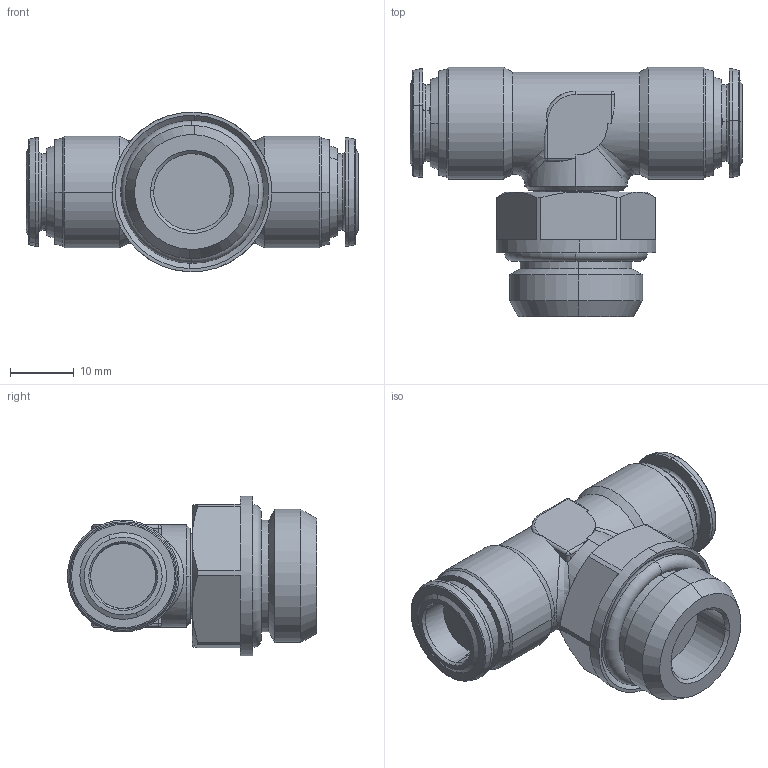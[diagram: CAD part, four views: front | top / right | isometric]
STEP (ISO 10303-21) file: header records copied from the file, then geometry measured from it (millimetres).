
FILE_DESCRIPTION (( 'STEP AP214' ), '1' );
FILE_NAME ('6021500009.step', '2012-10-16T16:34:54', ( '' ), ( '' ), 'SwSTEP 2.0', 'SolidWorks 2012', '' );
FILE_SCHEMA (( 'AUTOMOTIVE_DESIGN' ));
Length unit declared in the file: millimetre
Products named in the file (1): 6021500009
Bounding box: 52 x 39.05 x 24.98 mm (x, y, z)
Volume: 17525.6 mm3; surface area: 7191.9 mm2
Topology: 2 solids, 2 shells, 191 faces, 445 edges, 264 vertices
Faces by surface type: plane 57, cylinder 52, cone 52, torus 24, sphere 4, bspline 2
Entity records: 7855 total; most frequent: CARTESIAN_POINT 1309, DIRECTION 997, ORIENTED_EDGE 882, EDGE_CURVE 441, AXIS2_PLACEMENT_3D 416, VERTEX_POINT 264, CIRCLE 226, EDGE_LOOP 211
